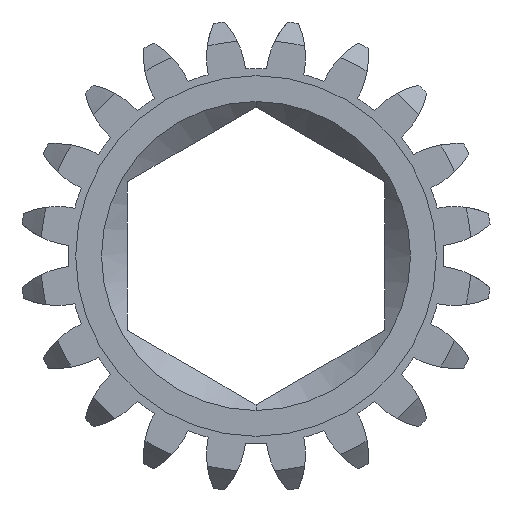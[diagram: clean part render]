
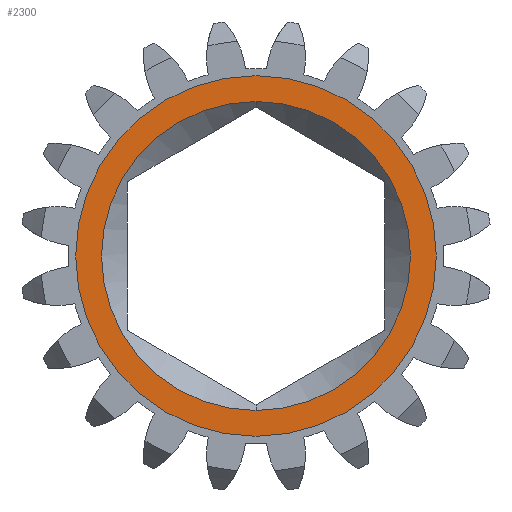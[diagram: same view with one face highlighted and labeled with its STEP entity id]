
A CAD part, left-side view. The second image highlights one B-rep face of the part: STEP entity #2300.
In plain terms, the highlighted planar face has unit normal (-1, 0, 0).
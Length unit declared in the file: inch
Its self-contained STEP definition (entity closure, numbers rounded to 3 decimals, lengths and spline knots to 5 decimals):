
#115 = DIRECTION ( 'NONE',  ( 0., 0., 1. ) ) ;
#711 = DIRECTION ( 'NONE',  ( 0., 0., 1. ) ) ;
#772 = VERTEX_POINT ( 'NONE', #2073 ) ;
#779 = AXIS2_PLACEMENT_3D ( 'NONE', #4228, #1153, #2335 ) ;
#869 = ORIENTED_EDGE ( 'NONE', *, *, #3283, .T. ) ;
#992 = AXIS2_PLACEMENT_3D ( 'NONE', #3738, #2546, #115 ) ;
#1080 = FACE_OUTER_BOUND ( 'NONE', #1168, .T. ) ;
#1104 = EDGE_CURVE ( 'NONE', #4847, #4341, #4748, .T. ) ;
#1146 = EDGE_CURVE ( 'NONE', #4341, #4847, #4093, .T. ) ;
#1153 = DIRECTION ( 'NONE',  ( 1., 0., 0. ) ) ;
#1168 = EDGE_LOOP ( 'NONE', ( #869, #2738 ) ) ;
#1242 = CIRCLE ( 'NONE', #4132, 0.2625 ) ;
#1435 = CARTESIAN_POINT ( 'NONE',  ( 0., 0., 0. ) ) ;
#1486 = CARTESIAN_POINT ( 'NONE',  ( 0., 0., 0.225 ) ) ;
#1877 = AXIS2_PLACEMENT_3D ( 'NONE', #1435, #4941, #4651 ) ;
#1920 = FACE_BOUND ( 'NONE', #4838, .T. ) ;
#1938 = DIRECTION ( 'NONE',  ( -1., 0., 0. ) ) ;
#2073 = CARTESIAN_POINT ( 'NONE',  ( 0., 0., 0.2625 ) ) ;
#2124 = AXIS2_PLACEMENT_3D ( 'NONE', #2269, #4244, #711 ) ;
#2238 = CIRCLE ( 'NONE', #992, 0.2625 ) ;
#2269 = CARTESIAN_POINT ( 'NONE',  ( 0., 0., 0. ) ) ;
#2300 = ADVANCED_FACE ( 'NONE', ( #1920, #1080 ), #3055, .F. ) ;
#2335 = DIRECTION ( 'NONE',  ( 0., 0., -1. ) ) ;
#2546 = DIRECTION ( 'NONE',  ( -1., 0., 0. ) ) ;
#2738 = ORIENTED_EDGE ( 'NONE', *, *, #2777, .T. ) ;
#2777 = EDGE_CURVE ( 'NONE', #3121, #772, #1242, .T. ) ;
#3055 = PLANE ( 'NONE',  #779 ) ;
#3121 = VERTEX_POINT ( 'NONE', #3791 ) ;
#3283 = EDGE_CURVE ( 'NONE', #772, #3121, #2238, .T. ) ;
#3738 = CARTESIAN_POINT ( 'NONE',  ( 0., 0., 0. ) ) ;
#3791 = CARTESIAN_POINT ( 'NONE',  ( 0., 0., -0.2625 ) ) ;
#3796 = CARTESIAN_POINT ( 'NONE',  ( 0., 0., 0. ) ) ;
#3860 = ORIENTED_EDGE ( 'NONE', *, *, #1104, .F. ) ;
#4093 = CIRCLE ( 'NONE', #1877, 0.225 ) ;
#4132 = AXIS2_PLACEMENT_3D ( 'NONE', #3796, #1938, #4273 ) ;
#4228 = CARTESIAN_POINT ( 'NONE',  ( 0., 0., 0. ) ) ;
#4244 = DIRECTION ( 'NONE',  ( -1., 0., 0. ) ) ;
#4273 = DIRECTION ( 'NONE',  ( 0., 0., 1. ) ) ;
#4341 = VERTEX_POINT ( 'NONE', #1486 ) ;
#4383 = ORIENTED_EDGE ( 'NONE', *, *, #1146, .F. ) ;
#4651 = DIRECTION ( 'NONE',  ( 0., 0., 1. ) ) ;
#4748 = CIRCLE ( 'NONE', #2124, 0.225 ) ;
#4838 = EDGE_LOOP ( 'NONE', ( #4383, #3860 ) ) ;
#4847 = VERTEX_POINT ( 'NONE', #5059 ) ;
#4941 = DIRECTION ( 'NONE',  ( -1., 0., 0. ) ) ;
#5059 = CARTESIAN_POINT ( 'NONE',  ( 0., 0., -0.225 ) ) ;
